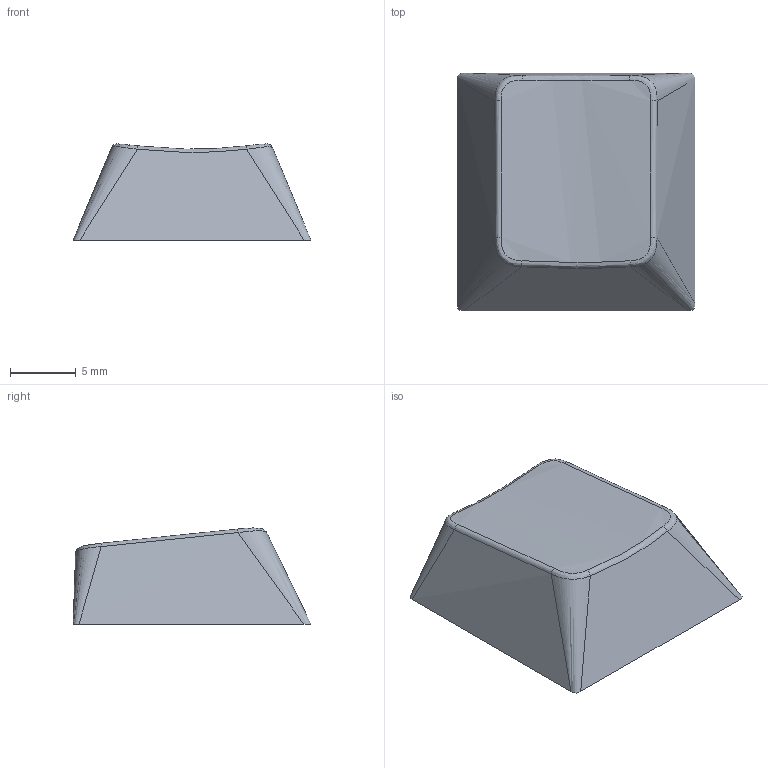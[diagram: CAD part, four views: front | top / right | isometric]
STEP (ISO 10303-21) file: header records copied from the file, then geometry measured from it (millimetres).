
FILE_DESCRIPTION(('FreeCAD Model'),'2;1');
FILE_NAME('Open CASCADE Shape Model','2025-06-02T21:56:00',(''),(''), 'Open CASCADE STEP processor 7.8','FreeCAD','Unknown');
FILE_SCHEMA(('AUTOMOTIVE_DESIGN { 1 0 10303 214 1 1 1 1 }'));
Length unit declared in the file: millimetre
Products named in the file (1): R3_1u
Bounding box: 18.1 x 18.1 x 7.32 mm (x, y, z)
Volume: 770.5 mm3; surface area: 1286.9 mm2
Topology: 1 solids, 1 shells, 65 faces, 163 edges, 102 vertices
Faces by surface type: bspline 43, plane 22
Entity records: 2848 total; most frequent: CARTESIAN_POINT 1719, ORIENTED_EDGE 326, EDGE_CURVE 163, B_SPLINE_CURVE_WITH_KNOTS 145, VERTEX_POINT 102, FACE_BOUND 67, EDGE_LOOP 67, ADVANCED_FACE 65
